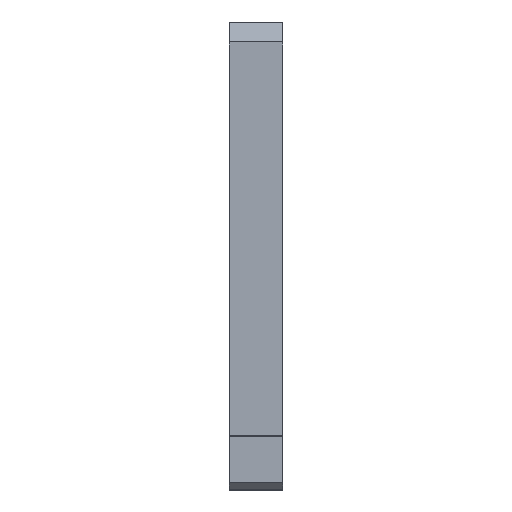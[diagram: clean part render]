
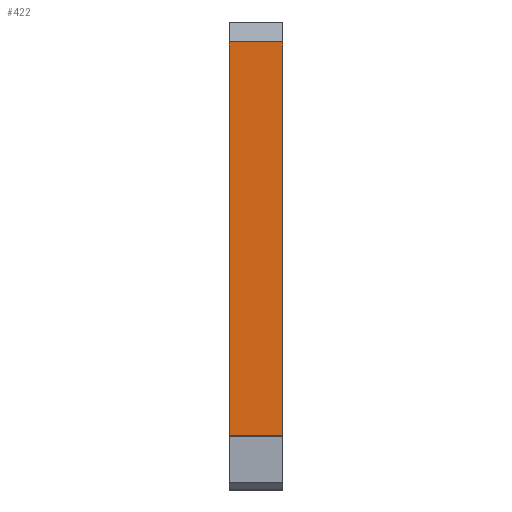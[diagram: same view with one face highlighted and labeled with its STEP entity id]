
A CAD part, top view. The second image highlights one B-rep face of the part: STEP entity #422.
In plain terms, the highlighted planar face has unit normal (0, 0, 1).
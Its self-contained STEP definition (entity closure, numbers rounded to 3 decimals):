
#422=ADVANCED_FACE('',(#504),#470,.F.);
#470=PLANE('',#1287);
#504=FACE_OUTER_BOUND('',#544,.T.);
#544=EDGE_LOOP('',(#621,#622,#623,#624));
#621=ORIENTED_EDGE('',*,*,#965,.F.);
#622=ORIENTED_EDGE('',*,*,#966,.T.);
#623=ORIENTED_EDGE('',*,*,#967,.T.);
#624=ORIENTED_EDGE('',*,*,#968,.T.);
#877=VERTEX_POINT('',#1651);
#878=VERTEX_POINT('',#1652);
#879=VERTEX_POINT('',#1654);
#880=VERTEX_POINT('',#1656);
#965=EDGE_CURVE('',#877,#878,#1093,.T.);
#966=EDGE_CURVE('',#877,#879,#1094,.T.);
#967=EDGE_CURVE('',#879,#880,#1095,.T.);
#968=EDGE_CURVE('',#880,#878,#1096,.T.);
#1093=LINE('',#1650,#1197);
#1094=LINE('',#1653,#1198);
#1095=LINE('',#1655,#1199);
#1096=LINE('',#1657,#1200);
#1197=VECTOR('',#1386,1.);
#1198=VECTOR('',#1387,1.);
#1199=VECTOR('',#1388,1.);
#1200=VECTOR('',#1389,1.);
#1287=AXIS2_PLACEMENT_3D('',#1658,#1390,#1391);
#1386=DIRECTION('',(0.,-1.,0.));
#1387=DIRECTION('',(-1.,0.,0.));
#1388=DIRECTION('',(0.,-1.,0.));
#1389=DIRECTION('',(1.,0.,0.));
#1390=DIRECTION('',(0.,0.,-1.));
#1391=DIRECTION('',(0.,1.,0.));
#1650=CARTESIAN_POINT('',(8.,70.,70.));
#1651=CARTESIAN_POINT('',(8.,67.,70.));
#1652=CARTESIAN_POINT('',(8.,8.,70.));
#1653=CARTESIAN_POINT('',(8.,67.,70.));
#1654=CARTESIAN_POINT('',(0.,67.,70.));
#1655=CARTESIAN_POINT('',(0.,70.,70.));
#1656=CARTESIAN_POINT('',(0.,8.,70.));
#1657=CARTESIAN_POINT('',(-2.,8.,70.));
#1658=CARTESIAN_POINT('',(8.,70.,70.));
